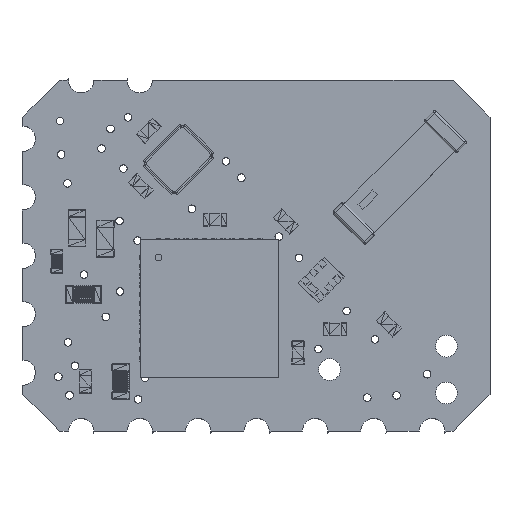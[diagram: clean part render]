
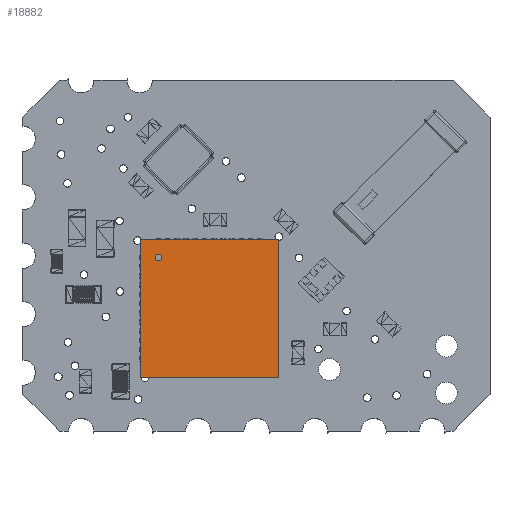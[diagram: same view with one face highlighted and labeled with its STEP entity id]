
A CAD part, top view. The second image highlights one B-rep face of the part: STEP entity #18882.
In plain terms, the highlighted face is planar.
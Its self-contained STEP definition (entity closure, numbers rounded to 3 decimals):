
#18845 = VERTEX_POINT('',#18846);
#18846 = CARTESIAN_POINT('',(-2.214,0.848,3.301));
#18864 = VERTEX_POINT('',#18865);
#18865 = CARTESIAN_POINT('',(-2.214,0.848,3.601));
#18871 = EDGE_CURVE('',#18845,#18864,#18872,.T.);
#18872 = CIRCLE('',#18873,0.15);
#18873 = AXIS2_PLACEMENT_3D('',#18874,#18875,#18876);
#18874 = CARTESIAN_POINT('',(-2.214,0.848,3.451));
#18875 = DIRECTION('',(0.,1.,0.));
#18876 = DIRECTION('',(0.,0.,-1.));
#18882 = ADVANCED_FACE('',(#18883,#18893),#18927,.F.);
#18883 = FACE_BOUND('',#18884,.T.);
#18884 = EDGE_LOOP('',(#18885,#18886));
#18885 = ORIENTED_EDGE('',*,*,#18871,.F.);
#18886 = ORIENTED_EDGE('',*,*,#18887,.F.);
#18887 = EDGE_CURVE('',#18864,#18845,#18888,.T.);
#18888 = CIRCLE('',#18889,0.15);
#18889 = AXIS2_PLACEMENT_3D('',#18890,#18891,#18892);
#18890 = CARTESIAN_POINT('',(-2.214,0.848,3.451));
#18891 = DIRECTION('',(0.,1.,0.));
#18892 = DIRECTION('',(0.,0.,-1.));
#18893 = FACE_BOUND('',#18894,.T.);
#18894 = EDGE_LOOP('',(#18895,#18905,#18913,#18921));
#18895 = ORIENTED_EDGE('',*,*,#18896,.F.);
#18896 = EDGE_CURVE('',#18897,#18899,#18901,.T.);
#18897 = VERTEX_POINT('',#18898);
#18898 = CARTESIAN_POINT('',(-3.014,0.848,-1.749));
#18899 = VERTEX_POINT('',#18900);
#18900 = CARTESIAN_POINT('',(2.986,0.848,-1.749));
#18901 = LINE('',#18902,#18903);
#18902 = CARTESIAN_POINT('',(-0.014,0.848,-1.749)
  );
#18903 = VECTOR('',#18904,1.);
#18904 = DIRECTION('',(1.,0.,0.));
#18905 = ORIENTED_EDGE('',*,*,#18906,.F.);
#18906 = EDGE_CURVE('',#18907,#18897,#18909,.T.);
#18907 = VERTEX_POINT('',#18908);
#18908 = CARTESIAN_POINT('',(-3.014,0.848,4.251));
#18909 = LINE('',#18910,#18911);
#18910 = CARTESIAN_POINT('',(-3.014,0.848,-0.249));
#18911 = VECTOR('',#18912,1.);
#18912 = DIRECTION('',(0.,0.,-1.));
#18913 = ORIENTED_EDGE('',*,*,#18914,.F.);
#18914 = EDGE_CURVE('',#18915,#18907,#18917,.T.);
#18915 = VERTEX_POINT('',#18916);
#18916 = CARTESIAN_POINT('',(2.986,0.848,4.251));
#18917 = LINE('',#18918,#18919);
#18918 = CARTESIAN_POINT('',(-0.014,0.848,4.251)
  );
#18919 = VECTOR('',#18920,1.);
#18920 = DIRECTION('',(-1.,0.,0.));
#18921 = ORIENTED_EDGE('',*,*,#18922,.F.);
#18922 = EDGE_CURVE('',#18899,#18915,#18923,.T.);
#18923 = LINE('',#18924,#18925);
#18924 = CARTESIAN_POINT('',(2.986,0.848,-0.249));
#18925 = VECTOR('',#18926,1.);
#18926 = DIRECTION('',(0.,0.,1.));
#18927 = PLANE('',#18928);
#18928 = AXIS2_PLACEMENT_3D('',#18929,#18930,#18931);
#18929 = CARTESIAN_POINT('',(-0.014,0.848,-0.249)
  );
#18930 = DIRECTION('',(0.,-1.,0.));
#18931 = DIRECTION('',(0.,0.,-1.));
